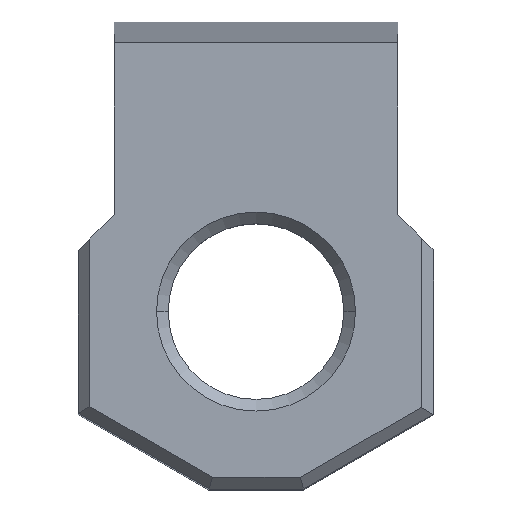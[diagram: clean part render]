
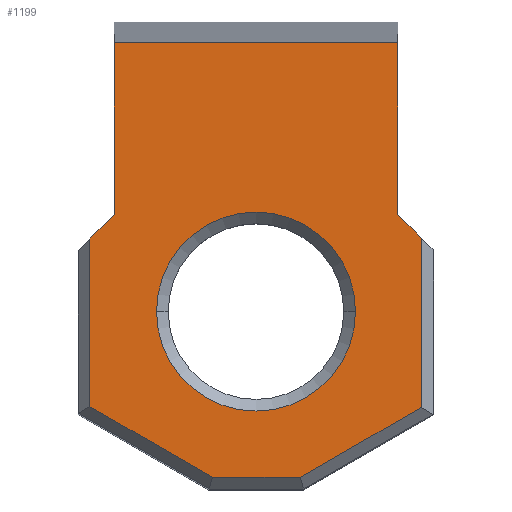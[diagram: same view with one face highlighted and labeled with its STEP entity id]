
A CAD part, top view. The second image highlights one B-rep face of the part: STEP entity #1199.
In plain terms, the highlighted planar face has unit normal (0, 0, 1).
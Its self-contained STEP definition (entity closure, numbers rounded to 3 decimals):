
#14 = DIRECTION ( 'NONE',  ( 0., 1., 0. ) ) ;
#15 = VERTEX_POINT ( 'NONE', #741 ) ;
#16 = VECTOR ( 'NONE', #14, 1000. ) ;
#24 = ORIENTED_EDGE ( 'NONE', *, *, #493, .T. ) ;
#32 = VECTOR ( 'NONE', #1161, 1000. ) ;
#52 = DIRECTION ( 'NONE',  ( 1., 0., 0. ) ) ;
#69 = LINE ( 'NONE', #491, #1131 ) ;
#89 = VERTEX_POINT ( 'NONE', #539 ) ;
#107 = VECTOR ( 'NONE', #284, 1000. ) ;
#110 = DIRECTION ( 'NONE',  ( 1., 0., 0. ) ) ;
#123 = DIRECTION ( 'NONE',  ( 0., 0., -1. ) ) ;
#127 = DIRECTION ( 'NONE',  ( 0., -1., 0. ) ) ;
#132 = LINE ( 'NONE', #568, #664 ) ;
#134 = VERTEX_POINT ( 'NONE', #1188 ) ;
#141 = EDGE_CURVE ( 'NONE', #960, #15, #341, .T. ) ;
#142 = AXIS2_PLACEMENT_3D ( 'NONE', #582, #949, #52 ) ;
#149 = PLANE ( 'NONE',  #142 ) ;
#160 = CARTESIAN_POINT ( 'NONE',  ( 2.42, 4.7, 6.997 ) ) ;
#162 = CARTESIAN_POINT ( 'NONE',  ( -2.42, 4.7, 6.997 ) ) ;
#215 = DIRECTION ( 'NONE',  ( 0., 0., -1. ) ) ;
#224 = EDGE_CURVE ( 'NONE', #1016, #1123, #492, .T. ) ;
#243 = CARTESIAN_POINT ( 'NONE',  ( 2.825, 1.403, 6.997 ) ) ;
#264 = VECTOR ( 'NONE', #346, 1000. ) ;
#279 = VECTOR ( 'NONE', #1109, 1000. ) ;
#284 = DIRECTION ( 'NONE',  ( 0., 1., 0. ) ) ;
#336 = EDGE_CURVE ( 'NONE', #681, #700, #824, .T. ) ;
#341 = LINE ( 'NONE', #788, #279 ) ;
#346 = DIRECTION ( 'NONE',  ( 0.866, 0.5, 0. ) ) ;
#392 = AXIS2_PLACEMENT_3D ( 'NONE', #1091, #215, #667 ) ;
#397 = CIRCLE ( 'NONE', #392, 1.7 ) ;
#416 = ORIENTED_EDGE ( 'NONE', *, *, #534, .T. ) ;
#421 = LINE ( 'NONE', #835, #32 ) ;
#424 = ORIENTED_EDGE ( 'NONE', *, *, #1073, .T. ) ;
#431 = ORIENTED_EDGE ( 'NONE', *, *, #224, .F. ) ;
#453 = VERTEX_POINT ( 'NONE', #843 ) ;
#491 = CARTESIAN_POINT ( 'NONE',  ( 3.56, 3.56, 6.997 ) ) ;
#492 = LINE ( 'NONE', #883, #765 ) ;
#493 = EDGE_CURVE ( 'NONE', #630, #134, #735, .T. ) ;
#534 = EDGE_CURVE ( 'NONE', #453, #960, #670, .T. ) ;
#539 = CARTESIAN_POINT ( 'NONE',  ( 0.758, 0.21, 6.997 ) ) ;
#540 = LINE ( 'NONE', #917, #16 ) ;
#559 = ORIENTED_EDGE ( 'NONE', *, *, #967, .T. ) ;
#560 = DIRECTION ( 'NONE',  ( 1., 0., 0. ) ) ;
#561 = EDGE_CURVE ( 'NONE', #453, #681, #132, .T. ) ;
#568 = CARTESIAN_POINT ( 'NONE',  ( -3.56, 3.56, 6.997 ) ) ;
#577 = LINE ( 'NONE', #1192, #264 ) ;
#582 = CARTESIAN_POINT ( 'NONE',  ( 0., 0., 6.997 ) ) ;
#619 = VECTOR ( 'NONE', #110, 1000. ) ;
#624 = VECTOR ( 'NONE', #127, 1000. ) ;
#630 = VERTEX_POINT ( 'NONE', #786 ) ;
#648 = LINE ( 'NONE', #991, #619 ) ;
#664 = VECTOR ( 'NONE', #938, 1000. ) ;
#667 = DIRECTION ( 'NONE',  ( 1., 0., 0. ) ) ;
#669 = EDGE_LOOP ( 'NONE', ( #1196, #1049, #804, #416, #751, #1074, #424, #838, #999, #431 ) ) ;
#670 = LINE ( 'NONE', #1010, #624 ) ;
#681 = VERTEX_POINT ( 'NONE', #162 ) ;
#683 = EDGE_LOOP ( 'NONE', ( #559, #24 ) ) ;
#694 = FACE_OUTER_BOUND ( 'NONE', #669, .T. ) ;
#700 = VERTEX_POINT ( 'NONE', #958 ) ;
#702 = EDGE_CURVE ( 'NONE', #1123, #942, #69, .T. ) ;
#735 = CIRCLE ( 'NONE', #784, 1.7 ) ;
#741 = CARTESIAN_POINT ( 'NONE',  ( -0.744, 0.21, 6.997 ) ) ;
#751 = ORIENTED_EDGE ( 'NONE', *, *, #141, .T. ) ;
#765 = VECTOR ( 'NONE', #1207, 1000. ) ;
#784 = AXIS2_PLACEMENT_3D ( 'NONE', #1004, #123, #560 ) ;
#786 = CARTESIAN_POINT ( 'NONE',  ( -1.7, 3.04, 6.997 ) ) ;
#788 = CARTESIAN_POINT ( 'NONE',  ( -0.699, 0.183, 6.997 ) ) ;
#804 = ORIENTED_EDGE ( 'NONE', *, *, #561, .F. ) ;
#824 = LINE ( 'NONE', #1149, #107 ) ;
#835 = CARTESIAN_POINT ( 'NONE',  ( 0.812, 0.21, 6.997 ) ) ;
#838 = ORIENTED_EDGE ( 'NONE', *, *, #903, .T. ) ;
#843 = CARTESIAN_POINT ( 'NONE',  ( -2.84, 4.28, 6.997 ) ) ;
#854 = CARTESIAN_POINT ( 'NONE',  ( 2.42, 7.633, 6.997 ) ) ;
#882 = DIRECTION ( 'NONE',  ( 0.707, -0.707, 0. ) ) ;
#883 = CARTESIAN_POINT ( 'NONE',  ( 2.42, 0., 6.997 ) ) ;
#893 = EDGE_CURVE ( 'NONE', #700, #1016, #648, .T. ) ;
#903 = EDGE_CURVE ( 'NONE', #1187, #942, #540, .T. ) ;
#906 = EDGE_CURVE ( 'NONE', #15, #89, #421, .T. ) ;
#917 = CARTESIAN_POINT ( 'NONE',  ( 2.825, 4.095, 6.997 ) ) ;
#925 = CARTESIAN_POINT ( 'NONE',  ( -2.84, 1.42, 6.997 ) ) ;
#938 = DIRECTION ( 'NONE',  ( 0.707, 0.707, 0. ) ) ;
#942 = VERTEX_POINT ( 'NONE', #1002 ) ;
#949 = DIRECTION ( 'NONE',  ( 0., 0., 1. ) ) ;
#958 = CARTESIAN_POINT ( 'NONE',  ( -2.42, 7.633, 6.997 ) ) ;
#960 = VERTEX_POINT ( 'NONE', #925 ) ;
#967 = EDGE_CURVE ( 'NONE', #134, #630, #397, .T. ) ;
#991 = CARTESIAN_POINT ( 'NONE',  ( 0., 7.633, 6.997 ) ) ;
#999 = ORIENTED_EDGE ( 'NONE', *, *, #702, .F. ) ;
#1002 = CARTESIAN_POINT ( 'NONE',  ( 2.825, 4.295, 6.997 ) ) ;
#1004 = CARTESIAN_POINT ( 'NONE',  ( 0., 3.04, 6.997 ) ) ;
#1010 = CARTESIAN_POINT ( 'NONE',  ( -2.84, 0., 6.997 ) ) ;
#1016 = VERTEX_POINT ( 'NONE', #854 ) ;
#1028 = FACE_BOUND ( 'NONE', #683, .T. ) ;
#1049 = ORIENTED_EDGE ( 'NONE', *, *, #336, .F. ) ;
#1073 = EDGE_CURVE ( 'NONE', #89, #1187, #577, .T. ) ;
#1074 = ORIENTED_EDGE ( 'NONE', *, *, #906, .T. ) ;
#1091 = CARTESIAN_POINT ( 'NONE',  ( 0., 3.04, 6.997 ) ) ;
#1109 = DIRECTION ( 'NONE',  ( 0.866, -0.5, 0. ) ) ;
#1123 = VERTEX_POINT ( 'NONE', #160 ) ;
#1131 = VECTOR ( 'NONE', #882, 1000. ) ;
#1149 = CARTESIAN_POINT ( 'NONE',  ( -2.42, 0., 6.997 ) ) ;
#1161 = DIRECTION ( 'NONE',  ( 1., 0., 0. ) ) ;
#1187 = VERTEX_POINT ( 'NONE', #243 ) ;
#1188 = CARTESIAN_POINT ( 'NONE',  ( 1.7, 3.04, 6.997 ) ) ;
#1192 = CARTESIAN_POINT ( 'NONE',  ( 2.924, 1.46, 6.997 ) ) ;
#1196 = ORIENTED_EDGE ( 'NONE', *, *, #893, .F. ) ;
#1199 = ADVANCED_FACE ( 'NONE', ( #694, #1028 ), #149, .T. ) ;
#1207 = DIRECTION ( 'NONE',  ( 0., -1., 0. ) ) ;
